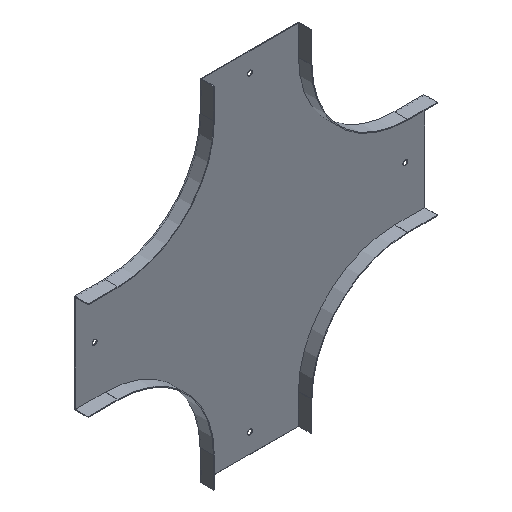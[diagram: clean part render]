
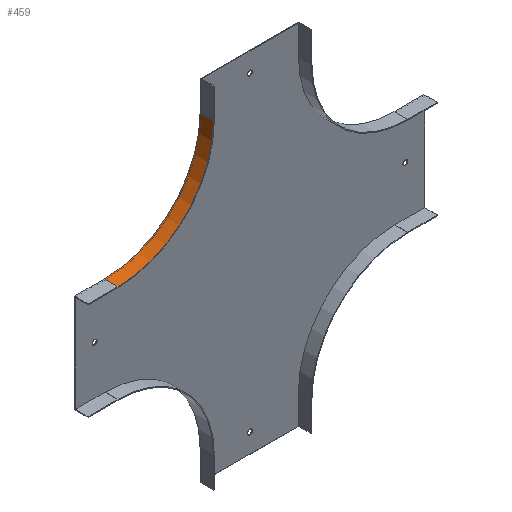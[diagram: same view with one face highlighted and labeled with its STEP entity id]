
A CAD part, isometric view. The second image highlights one B-rep face of the part: STEP entity #459.
In plain terms, the highlighted cylindrical face has radius 99 mm (diameter 198 mm), a partial arc.
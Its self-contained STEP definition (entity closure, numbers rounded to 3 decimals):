
#54 = VERTEX_POINT ( 'NONE', #896 ) ;
#64 = VERTEX_POINT ( 'NONE', #888 ) ;
#127 = CARTESIAN_POINT ( 'NONE',  ( -150., 0.8, -31. ) ) ;
#129 = DIRECTION ( 'NONE',  ( 0., 1., 0. ) ) ;
#130 = DIRECTION ( 'NONE',  ( 0., 0., 1. ) ) ;
#227 = VERTEX_POINT ( 'NONE', #948 ) ;
#233 = VERTEX_POINT ( 'NONE', #937 ) ;
#439 = ORIENTED_EDGE ( 'NONE', *, *, #1007, .T. ) ;
#440 = ORIENTED_EDGE ( 'NONE', *, *, #1008, .T. ) ;
#445 = ORIENTED_EDGE ( 'NONE', *, *, #1009, .F. ) ;
#446 = ORIENTED_EDGE ( 'NONE', *, *, #998, .T. ) ;
#459 = ADVANCED_FACE ( 'NONE', ( #672 ), #668, .F. ) ;
#548 = AXIS2_PLACEMENT_3D ( 'NONE', #1181, #1179, #1188 ) ;
#575 = VECTOR ( 'NONE', #1185, 1000. ) ;
#576 = LINE ( 'NONE', #1218, #575 ) ;
#577 = VECTOR ( 'NONE', #1199, 1000. ) ;
#579 = CIRCLE ( 'NONE', #548, 99. ) ;
#581 = LINE ( 'NONE', #1219, #577 ) ;
#592 = CIRCLE ( 'NONE', #1231, 99. ) ;
#668 = CYLINDRICAL_SURFACE ( 'NONE', #1280, 99. ) ;
#672 = FACE_OUTER_BOUND ( 'NONE', #1073, .T. ) ;
#737 = CARTESIAN_POINT ( 'NONE',  ( -150., 0.8, -31. ) ) ;
#739 = DIRECTION ( 'NONE',  ( 0., -1., 0. ) ) ;
#839 = DIRECTION ( 'NONE',  ( 0., 0., -1. ) ) ;
#888 = CARTESIAN_POINT ( 'NONE',  ( -150., 0.8, -130. ) ) ;
#896 = CARTESIAN_POINT ( 'NONE',  ( -150., -13.2, -130. ) ) ;
#937 = CARTESIAN_POINT ( 'NONE',  ( -51., -13.2, -31. ) ) ;
#948 = CARTESIAN_POINT ( 'NONE',  ( -51., 0.8, -31. ) ) ;
#998 = EDGE_CURVE ( 'NONE', #227, #64, #592, .T. ) ;
#1007 = EDGE_CURVE ( 'NONE', #64, #54, #581, .T. ) ;
#1008 = EDGE_CURVE ( 'NONE', #54, #233, #579, .T. ) ;
#1009 = EDGE_CURVE ( 'NONE', #227, #233, #576, .T. ) ;
#1073 = EDGE_LOOP ( 'NONE', ( #439, #440, #445, #446 ) ) ;
#1179 = DIRECTION ( 'NONE',  ( 0., -1., 0. ) ) ;
#1181 = CARTESIAN_POINT ( 'NONE',  ( -150., -13.2, -31. ) ) ;
#1185 = DIRECTION ( 'NONE',  ( 0., -1., 0. ) ) ;
#1188 = DIRECTION ( 'NONE',  ( -1., 0., 0. ) ) ;
#1199 = DIRECTION ( 'NONE',  ( 0., -1., 0. ) ) ;
#1218 = CARTESIAN_POINT ( 'NONE',  ( -51., 0.8, -31. ) ) ;
#1219 = CARTESIAN_POINT ( 'NONE',  ( -150., 0.8, -130. ) ) ;
#1231 = AXIS2_PLACEMENT_3D ( 'NONE', #127, #129, #130 ) ;
#1280 = AXIS2_PLACEMENT_3D ( 'NONE', #737, #739, #839 ) ;
